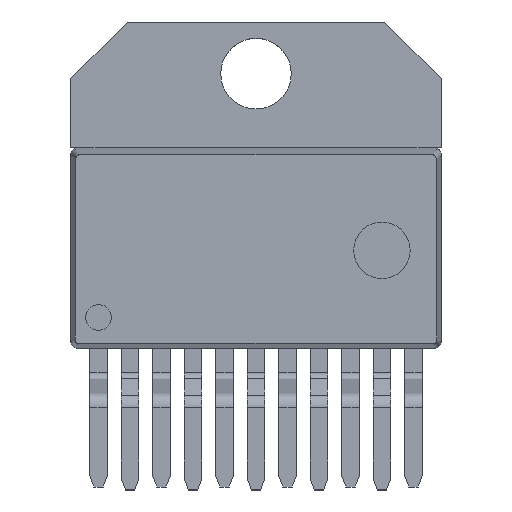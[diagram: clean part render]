
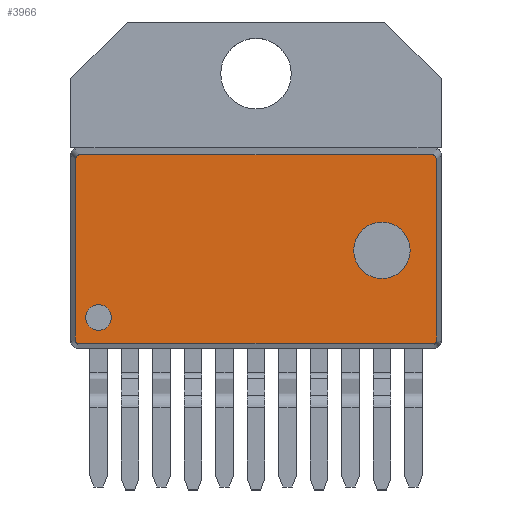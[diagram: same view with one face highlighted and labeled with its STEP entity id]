
A CAD part, top view. The second image highlights one B-rep face of the part: STEP entity #3966.
In plain terms, the highlighted planar face has unit normal (0, 0, 1).
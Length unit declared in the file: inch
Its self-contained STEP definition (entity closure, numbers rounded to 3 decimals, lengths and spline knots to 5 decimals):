
#61 = AXIS2_PLACEMENT_3D ( 'NONE', #7121, #4629, #5223 ) ;
#83 = ORIENTED_EDGE ( 'NONE', *, *, #6508, .T. ) ;
#302 = CARTESIAN_POINT ( 'NONE',  ( -0.379, 0.13588, -0.0115 ) ) ;
#339 = VERTEX_POINT ( 'NONE', #6218 ) ;
#589 = VECTOR ( 'NONE', #7211, 39.37008 ) ;
#651 = CARTESIAN_POINT ( 'NONE',  ( -0.379, 0.13588, -0.0115 ) ) ;
#730 = EDGE_LOOP ( 'NONE', ( #7000, #7010 ) ) ;
#795 = LINE ( 'NONE', #4418, #3814 ) ;
#872 = VERTEX_POINT ( 'NONE', #3637 ) ;
#945 = DIRECTION ( 'NONE',  ( 1., 0., 0. ) ) ;
#950 =( BOUNDED_CURVE ( )  B_SPLINE_CURVE ( 3, ( #7342, #6665, #6142, #1334 ),
 .UNSPECIFIED., .F., .F. ) 
 B_SPLINE_CURVE_WITH_KNOTS ( ( 4, 4 ),
 ( 2.36362, 3.91956 ),
 .UNSPECIFIED. ) 
 CURVE ( )  GEOMETRIC_REPRESENTATION_ITEM ( )  RATIONAL_B_SPLINE_CURVE ( ( 1., 0.808, 0.808, 1. ) ) 
 REPRESENTATION_ITEM ( '' )  );
#1011 = DIRECTION ( 'NONE',  ( 0., 1., 0. ) ) ;
#1080 = VERTEX_POINT ( 'NONE', #1574 ) ;
#1232 = EDGE_CURVE ( 'NONE', #5693, #1080, #2412, .T. ) ;
#1258 = DIRECTION ( 'NONE',  ( 1., 0., 0. ) ) ;
#1297 = DIRECTION ( 'NONE',  ( 1., 0., 0. ) ) ;
#1334 = CARTESIAN_POINT ( 'NONE',  ( 0.3732, 0.53776, -0.0115 ) ) ;
#1415 = VERTEX_POINT ( 'NONE', #7221 ) ;
#1484 = DIRECTION ( 'NONE',  ( 1., 0., 0. ) ) ;
#1510 = CARTESIAN_POINT ( 'NONE',  ( 0.38412, 0.537, -0.0115 ) ) ;
#1539 = CARTESIAN_POINT ( 'NONE',  ( -0.38412, 0.52684, -0.0115 ) ) ;
#1574 = CARTESIAN_POINT ( 'NONE',  ( -0.3075, 0.191, -0.0115 ) ) ;
#1725 = CIRCLE ( 'NONE', #2420, 0.0275 ) ;
#1826 = CIRCLE ( 'NONE', #4934, 0.00512 ) ;
#1988 = EDGE_CURVE ( 'NONE', #7231, #4869, #7577, .T. ) ;
#2289 = LINE ( 'NONE', #651, #5992 ) ;
#2382 = EDGE_CURVE ( 'NONE', #6406, #2515, #1826, .T. ) ;
#2412 = CIRCLE ( 'NONE', #61, 0.0275 ) ;
#2420 = AXIS2_PLACEMENT_3D ( 'NONE', #5172, #3960, #945 ) ;
#2428 = EDGE_LOOP ( 'NONE', ( #7309, #4501 ) ) ;
#2457 = FACE_OUTER_BOUND ( 'NONE', #4143, .T. ) ;
#2515 = VERTEX_POINT ( 'NONE', #6624 ) ;
#2555 = EDGE_CURVE ( 'NONE', #4869, #7231, #4577, .T. ) ;
#2661 = EDGE_CURVE ( 'NONE', #339, #872, #795, .T. ) ;
#2726 = AXIS2_PLACEMENT_3D ( 'NONE', #7134, #3518, #3567 ) ;
#2851 = ORIENTED_EDGE ( 'NONE', *, *, #6497, .T. ) ;
#3017 = CARTESIAN_POINT ( 'NONE',  ( 0.379, 0.13588, -0.0115 ) ) ;
#3078 = DIRECTION ( 'NONE',  ( -1., 0., 0. ) ) ;
#3202 = LINE ( 'NONE', #1510, #4261 ) ;
#3231 = VERTEX_POINT ( 'NONE', #4378 ) ;
#3244 = CARTESIAN_POINT ( 'NONE',  ( 0.268, 0.33392, -0.0115 ) ) ;
#3370 = AXIS2_PLACEMENT_3D ( 'NONE', #5759, #5183, #4634 ) ;
#3437 = VERTEX_POINT ( 'NONE', #5581 ) ;
#3470 = VERTEX_POINT ( 'NONE', #302 ) ;
#3518 = DIRECTION ( 'NONE',  ( 0., 0., 1. ) ) ;
#3567 = DIRECTION ( 'NONE',  ( -1., 0., 0. ) ) ;
#3594 = FACE_BOUND ( 'NONE', #730, .T. ) ;
#3637 = CARTESIAN_POINT ( 'NONE',  ( -0.3732, 0.53776, -0.0115 ) ) ;
#3814 = VECTOR ( 'NONE', #3078, 39.37008 ) ;
#3960 = DIRECTION ( 'NONE',  ( 0., 0., -1. ) ) ;
#3966 = ADVANCED_FACE ( 'NONE', ( #2457, #5678, #3594 ), #7538, .T. ) ;
#4032 = EDGE_CURVE ( 'NONE', #2515, #3437, #3202, .T. ) ;
#4143 = EDGE_LOOP ( 'NONE', ( #6451, #2851, #4506, #4796, #6442, #6043, #83, #7202 ) ) ;
#4164 = CARTESIAN_POINT ( 'NONE',  ( -0.38412, 0.537, -0.0115 ) ) ;
#4228 = AXIS2_PLACEMENT_3D ( 'NONE', #3244, #6921, #1484 ) ;
#4261 = VECTOR ( 'NONE', #1011, 39.37008 ) ;
#4378 = CARTESIAN_POINT ( 'NONE',  ( -0.38412, 0.141, -0.0115 ) ) ;
#4385 = CARTESIAN_POINT ( 'NONE',  ( -0.3732, 0.53776, -0.0115 ) ) ;
#4418 = CARTESIAN_POINT ( 'NONE',  ( -0.379, 0.53776, -0.0115 ) ) ;
#4501 = ORIENTED_EDGE ( 'NONE', *, *, #6736, .T. ) ;
#4504 = CARTESIAN_POINT ( 'NONE',  ( -0.3625, 0.191, -0.0115 ) ) ;
#4506 = ORIENTED_EDGE ( 'NONE', *, *, #2661, .T. ) ;
#4577 = CIRCLE ( 'NONE', #6199, 0.06 ) ;
#4629 = DIRECTION ( 'NONE',  ( 0., 0., -1. ) ) ;
#4634 = DIRECTION ( 'NONE',  ( 1., 0., 0. ) ) ;
#4663 = LINE ( 'NONE', #4164, #589 ) ;
#4751 = CIRCLE ( 'NONE', #2726, 0.00512 ) ;
#4796 = ORIENTED_EDGE ( 'NONE', *, *, #7053, .T. ) ;
#4866 = CARTESIAN_POINT ( 'NONE',  ( -0.37961, 0.53776, -0.0115 ) ) ;
#4869 = VERTEX_POINT ( 'NONE', #7068 ) ;
#4913 = CARTESIAN_POINT ( 'NONE',  ( -0.38412, 0.53325, -0.0115 ) ) ;
#4934 = AXIS2_PLACEMENT_3D ( 'NONE', #5955, #7055, #7078 ) ;
#5172 = CARTESIAN_POINT ( 'NONE',  ( -0.335, 0.191, -0.0115 ) ) ;
#5183 = DIRECTION ( 'NONE',  ( 0., 0., 1. ) ) ;
#5191 = CARTESIAN_POINT ( 'NONE',  ( 0.328, 0.33392, -0.0115 ) ) ;
#5223 = DIRECTION ( 'NONE',  ( 1., 0., 0. ) ) ;
#5581 = CARTESIAN_POINT ( 'NONE',  ( 0.38412, 0.52684, -0.0115 ) ) ;
#5678 = FACE_BOUND ( 'NONE', #2428, .T. ) ;
#5693 = VERTEX_POINT ( 'NONE', #4504 ) ;
#5759 = CARTESIAN_POINT ( 'NONE',  ( -0.379, 0.537, -0.0115 ) ) ;
#5955 = CARTESIAN_POINT ( 'NONE',  ( 0.379, 0.141, -0.0115 ) ) ;
#5992 = VECTOR ( 'NONE', #1258, 39.37008 ) ;
#6043 = ORIENTED_EDGE ( 'NONE', *, *, #7389, .T. ) ;
#6105 = DIRECTION ( 'NONE',  ( 0., 0., -1. ) ) ;
#6142 = CARTESIAN_POINT ( 'NONE',  ( 0.37961, 0.53776, -0.0115 ) ) ;
#6199 = AXIS2_PLACEMENT_3D ( 'NONE', #6207, #6105, #1297 ) ;
#6207 = CARTESIAN_POINT ( 'NONE',  ( 0.268, 0.33392, -0.0115 ) ) ;
#6218 = CARTESIAN_POINT ( 'NONE',  ( 0.3732, 0.53776, -0.0115 ) ) ;
#6406 = VERTEX_POINT ( 'NONE', #3017 ) ;
#6442 = ORIENTED_EDGE ( 'NONE', *, *, #6956, .T. ) ;
#6451 = ORIENTED_EDGE ( 'NONE', *, *, #4032, .T. ) ;
#6497 = EDGE_CURVE ( 'NONE', #3437, #339, #950, .T. ) ;
#6508 = EDGE_CURVE ( 'NONE', #3470, #6406, #2289, .T. ) ;
#6624 = CARTESIAN_POINT ( 'NONE',  ( 0.38412, 0.141, -0.0115 ) ) ;
#6665 = CARTESIAN_POINT ( 'NONE',  ( 0.38412, 0.53325, -0.0115 ) ) ;
#6691 =( BOUNDED_CURVE ( )  B_SPLINE_CURVE ( 3, ( #4385, #4866, #4913, #1539 ),
 .UNSPECIFIED., .F., .T. ) 
 B_SPLINE_CURVE_WITH_KNOTS ( ( 4, 4 ),
 ( 5.50521, 7.06116 ),
 .UNSPECIFIED. ) 
 CURVE ( )  GEOMETRIC_REPRESENTATION_ITEM ( )  RATIONAL_B_SPLINE_CURVE ( ( 1., 0.808, 0.808, 1. ) ) 
 REPRESENTATION_ITEM ( '' )  );
#6736 = EDGE_CURVE ( 'NONE', #1080, #5693, #1725, .T. ) ;
#6921 = DIRECTION ( 'NONE',  ( 0., 0., -1. ) ) ;
#6956 = EDGE_CURVE ( 'NONE', #1415, #3231, #4663, .T. ) ;
#7000 = ORIENTED_EDGE ( 'NONE', *, *, #2555, .T. ) ;
#7010 = ORIENTED_EDGE ( 'NONE', *, *, #1988, .T. ) ;
#7053 = EDGE_CURVE ( 'NONE', #872, #1415, #6691, .T. ) ;
#7055 = DIRECTION ( 'NONE',  ( 0., 0., 1. ) ) ;
#7068 = CARTESIAN_POINT ( 'NONE',  ( 0.208, 0.33392, -0.0115 ) ) ;
#7078 = DIRECTION ( 'NONE',  ( -1., 0., 0. ) ) ;
#7121 = CARTESIAN_POINT ( 'NONE',  ( -0.335, 0.191, -0.0115 ) ) ;
#7134 = CARTESIAN_POINT ( 'NONE',  ( -0.379, 0.141, -0.0115 ) ) ;
#7202 = ORIENTED_EDGE ( 'NONE', *, *, #2382, .T. ) ;
#7211 = DIRECTION ( 'NONE',  ( 0., -1., 0. ) ) ;
#7221 = CARTESIAN_POINT ( 'NONE',  ( -0.38412, 0.52684, -0.0115 ) ) ;
#7231 = VERTEX_POINT ( 'NONE', #5191 ) ;
#7309 = ORIENTED_EDGE ( 'NONE', *, *, #1232, .T. ) ;
#7342 = CARTESIAN_POINT ( 'NONE',  ( 0.38412, 0.52684, -0.0115 ) ) ;
#7389 = EDGE_CURVE ( 'NONE', #3231, #3470, #4751, .T. ) ;
#7538 = PLANE ( 'NONE',  #3370 ) ;
#7577 = CIRCLE ( 'NONE', #4228, 0.06 ) ;
